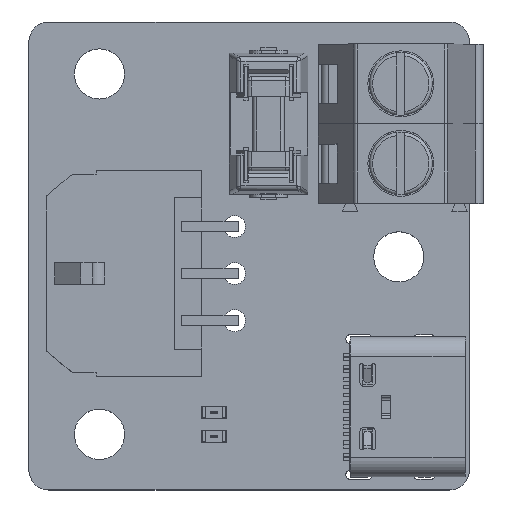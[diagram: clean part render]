
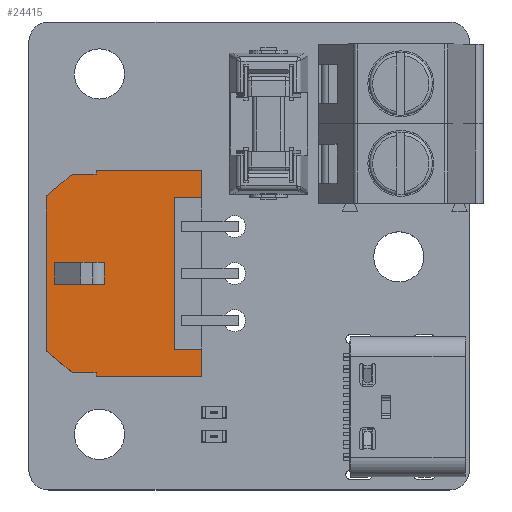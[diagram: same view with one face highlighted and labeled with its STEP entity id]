
A CAD part, top view. The second image highlights one B-rep face of the part: STEP entity #24415.
In plain terms, the highlighted face is planar.
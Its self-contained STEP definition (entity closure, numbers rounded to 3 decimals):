
#1073=FACE_BOUND('',#2717,.T.);
#1327=FACE_OUTER_BOUND('',#2716,.T.);
#2716=EDGE_LOOP('',(#17069,#17070,#17071,#17072,#17073,#17074,#17075,#17076,
#17077,#17078,#17079,#17080,#17081,#17082));
#2717=EDGE_LOOP('',(#17083,#17084,#17085,#17086));
#4182=LINE('',#34815,#7038);
#4193=LINE('',#34837,#7049);
#4220=LINE('',#34893,#7076);
#4232=LINE('',#34917,#7088);
#4327=LINE('',#35102,#7183);
#4468=LINE('',#35433,#7324);
#4481=LINE('',#35458,#7337);
#4505=LINE('',#35502,#7361);
#4508=LINE('',#35509,#7364);
#4509=LINE('',#35511,#7365);
#4510=LINE('',#35513,#7366);
#4511=LINE('',#35514,#7367);
#4512=LINE('',#35516,#7368);
#4513=LINE('',#35517,#7369);
#4514=LINE('',#35520,#7370);
#4515=LINE('',#35522,#7371);
#4516=LINE('',#35524,#7372);
#4517=LINE('',#35525,#7373);
#7038=VECTOR('',#28066,1.);
#7049=VECTOR('',#28083,1.);
#7076=VECTOR('',#28126,1.);
#7088=VECTOR('',#28144,1.);
#7183=VECTOR('',#28289,1.);
#7324=VECTOR('',#28562,1.);
#7337=VECTOR('',#28585,1.);
#7361=VECTOR('',#28629,1.);
#7364=VECTOR('',#28638,1.);
#7365=VECTOR('',#28639,1.);
#7366=VECTOR('',#28640,1.);
#7367=VECTOR('',#28641,1.);
#7368=VECTOR('',#28642,1.);
#7369=VECTOR('',#28643,1.);
#7370=VECTOR('',#28644,1.);
#7371=VECTOR('',#28645,1.);
#7372=VECTOR('',#28646,1.);
#7373=VECTOR('',#28647,1.);
#10414=VERTEX_POINT('',#34812);
#10415=VERTEX_POINT('',#34814);
#10423=VERTEX_POINT('',#34836);
#10443=VERTEX_POINT('',#34890);
#10444=VERTEX_POINT('',#34892);
#10453=VERTEX_POINT('',#34916);
#10518=VERTEX_POINT('',#35101);
#10629=VERTEX_POINT('',#35430);
#10630=VERTEX_POINT('',#35432);
#10637=VERTEX_POINT('',#35457);
#10648=VERTEX_POINT('',#35508);
#10649=VERTEX_POINT('',#35510);
#10650=VERTEX_POINT('',#35512);
#10651=VERTEX_POINT('',#35515);
#10652=VERTEX_POINT('',#35518);
#10653=VERTEX_POINT('',#35519);
#10654=VERTEX_POINT('',#35521);
#10655=VERTEX_POINT('',#35523);
#12774=EDGE_CURVE('',#10415,#10414,#4182,.T.);
#12785=EDGE_CURVE('',#10423,#10415,#4193,.T.);
#12812=EDGE_CURVE('',#10444,#10443,#4220,.T.);
#12824=EDGE_CURVE('',#10444,#10453,#4232,.T.);
#12919=EDGE_CURVE('',#10518,#10423,#4327,.T.);
#13082=EDGE_CURVE('',#10630,#10629,#4468,.T.);
#13095=EDGE_CURVE('',#10637,#10518,#4481,.T.);
#13119=EDGE_CURVE('',#10443,#10630,#4505,.T.);
#13122=EDGE_CURVE('',#10637,#10648,#4508,.T.);
#13123=EDGE_CURVE('',#10649,#10414,#4509,.T.);
#13124=EDGE_CURVE('',#10649,#10650,#4510,.T.);
#13125=EDGE_CURVE('',#10453,#10650,#4511,.T.);
#13126=EDGE_CURVE('',#10629,#10651,#4512,.T.);
#13127=EDGE_CURVE('',#10648,#10651,#4513,.T.);
#13128=EDGE_CURVE('',#10652,#10653,#4514,.T.);
#13129=EDGE_CURVE('',#10653,#10654,#4515,.T.);
#13130=EDGE_CURVE('',#10655,#10654,#4516,.T.);
#13131=EDGE_CURVE('',#10652,#10655,#4517,.T.);
#17069=ORIENTED_EDGE('',*,*,#13122,.F.);
#17070=ORIENTED_EDGE('',*,*,#13095,.T.);
#17071=ORIENTED_EDGE('',*,*,#12919,.T.);
#17072=ORIENTED_EDGE('',*,*,#12785,.T.);
#17073=ORIENTED_EDGE('',*,*,#12774,.T.);
#17074=ORIENTED_EDGE('',*,*,#13123,.F.);
#17075=ORIENTED_EDGE('',*,*,#13124,.T.);
#17076=ORIENTED_EDGE('',*,*,#13125,.F.);
#17077=ORIENTED_EDGE('',*,*,#12824,.F.);
#17078=ORIENTED_EDGE('',*,*,#12812,.T.);
#17079=ORIENTED_EDGE('',*,*,#13119,.T.);
#17080=ORIENTED_EDGE('',*,*,#13082,.T.);
#17081=ORIENTED_EDGE('',*,*,#13126,.T.);
#17082=ORIENTED_EDGE('',*,*,#13127,.F.);
#17083=ORIENTED_EDGE('',*,*,#13128,.T.);
#17084=ORIENTED_EDGE('',*,*,#13129,.T.);
#17085=ORIENTED_EDGE('',*,*,#13130,.F.);
#17086=ORIENTED_EDGE('',*,*,#13131,.F.);
#23379=PLANE('',#25968);
#24415=ADVANCED_FACE('',(#1327,#1073),#23379,.T.);
#25968=AXIS2_PLACEMENT_3D('',#35507,#28636,#28637);
#28066=DIRECTION('',(0.,0.,1.));
#28083=DIRECTION('',(1.,0.,0.));
#28126=DIRECTION('',(1.,0.,0.));
#28144=DIRECTION('',(0.,0.,1.));
#28289=DIRECTION('',(0.,0.,1.));
#28562=DIRECTION('',(-1.,0.,0.));
#28585=DIRECTION('',(-1.,0.,0.));
#28629=DIRECTION('',(0.,0.,-1.));
#28636=DIRECTION('center_axis',(0.,1.,0.));
#28637=DIRECTION('ref_axis',(0.,0.,1.));
#28638=DIRECTION('',(0.,0.,1.));
#28639=DIRECTION('',(-0.643,0.,-0.766));
#28640=DIRECTION('',(1.,0.,0.));
#28641=DIRECTION('',(-0.643,0.,0.766));
#28642=DIRECTION('',(0.,0.,1.));
#28643=DIRECTION('',(1.,0.,0.));
#28644=DIRECTION('',(0.,0.,-1.));
#28645=DIRECTION('',(1.,0.,0.));
#28646=DIRECTION('',(0.,0.,-1.));
#28647=DIRECTION('',(1.,0.,0.));
#34812=CARTESIAN_POINT('',(-6.325,3.43,3.305));
#34814=CARTESIAN_POINT('',(-6.325,3.43,1.785));
#34815=CARTESIAN_POINT('',(-6.325,3.43,1.785));
#34836=CARTESIAN_POINT('',(-6.575,3.43,1.785));
#34837=CARTESIAN_POINT('',(-6.575,3.43,1.785));
#34890=CARTESIAN_POINT('',(6.575,3.43,1.785));
#34892=CARTESIAN_POINT('',(6.325,3.43,1.785));
#34893=CARTESIAN_POINT('',(6.325,3.43,1.785));
#34916=CARTESIAN_POINT('',(6.325,3.43,3.305));
#34917=CARTESIAN_POINT('',(6.325,3.43,1.785));
#35101=CARTESIAN_POINT('',(-6.575,3.43,-4.955));
#35102=CARTESIAN_POINT('',(-6.575,3.43,-4.955));
#35430=CARTESIAN_POINT('',(4.825,3.43,-4.955));
#35432=CARTESIAN_POINT('',(6.575,3.43,-4.955));
#35433=CARTESIAN_POINT('',(6.575,3.43,-4.955));
#35457=CARTESIAN_POINT('',(-4.825,3.43,-4.955));
#35458=CARTESIAN_POINT('',(-4.825,3.43,-4.955));
#35502=CARTESIAN_POINT('',(6.575,3.43,1.785));
#35507=CARTESIAN_POINT('Origin',(-6.325,3.43,-4.955));
#35508=CARTESIAN_POINT('',(-4.825,3.43,-3.205));
#35509=CARTESIAN_POINT('',(-4.825,3.43,-4.955));
#35510=CARTESIAN_POINT('',(-4.94,3.43,4.955));
#35511=CARTESIAN_POINT('',(-4.94,3.43,4.955));
#35512=CARTESIAN_POINT('',(4.94,3.43,4.955));
#35513=CARTESIAN_POINT('',(-4.94,3.43,4.955));
#35514=CARTESIAN_POINT('',(6.325,3.43,3.305));
#35515=CARTESIAN_POINT('',(4.825,3.43,-3.205));
#35516=CARTESIAN_POINT('',(4.825,3.43,-4.955));
#35517=CARTESIAN_POINT('',(-4.825,3.43,-3.205));
#35518=CARTESIAN_POINT('',(-0.7,3.43,4.415));
#35519=CARTESIAN_POINT('',(-0.7,3.43,1.255));
#35520=CARTESIAN_POINT('',(-0.7,3.43,4.415));
#35521=CARTESIAN_POINT('',(0.7,3.43,1.255));
#35522=CARTESIAN_POINT('',(-0.7,3.43,1.255));
#35523=CARTESIAN_POINT('',(0.7,3.43,4.415));
#35524=CARTESIAN_POINT('',(0.7,3.43,4.415));
#35525=CARTESIAN_POINT('',(-0.7,3.43,4.415));
